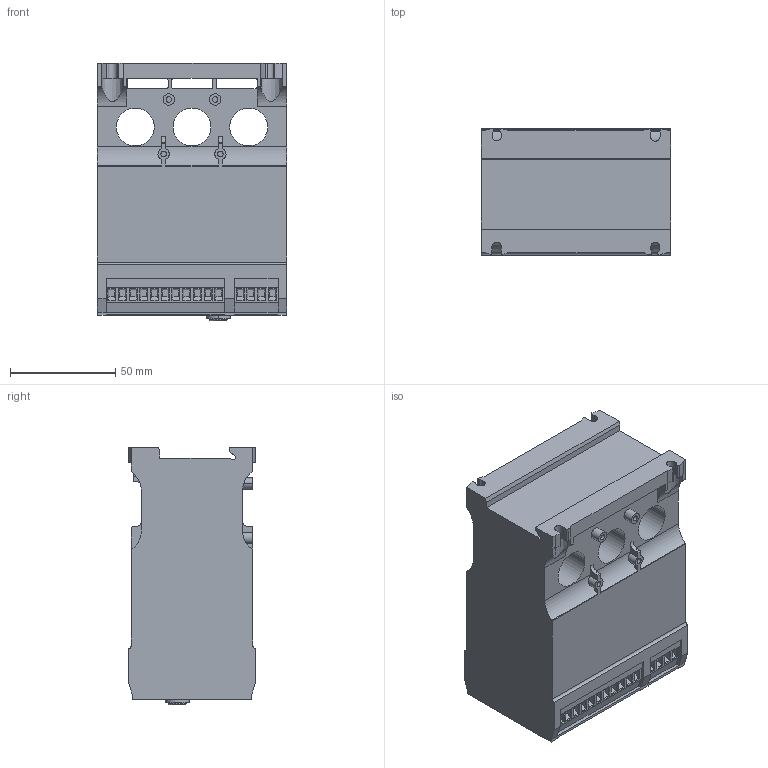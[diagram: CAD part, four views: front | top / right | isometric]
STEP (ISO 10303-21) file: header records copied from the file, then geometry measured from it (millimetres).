
FILE_DESCRIPTION((''),'2;1');
FILE_NAME('LTMR08DBD_3D-SIMPLIFIED_ASM','2018-03-16T',('danae.lavaud'),(''),'PRO/ENGINEER BY PARAMETRIC TECHNOLOGY CORPORATION, 2014090','PRO/ENGINEER BY PARAMETRIC TECHNOLOGY CORPORATION, 2014090','');
FILE_SCHEMA(('CONFIG_CONTROL_DESIGN'));
Length unit declared in the file: millimetre
Products named in the file (5): CORPS_9; BOUTON_1; CACHE_2; SIMPL_ASM_3_ASM; LTMR08DBD_3D-SIMPLIFIED_ASM
Assembly tree (4 placements, depth 3):
  LTMR08DBD_3D-SIMPLIFIED_ASM
    SIMPL_ASM_3_ASM
      CORPS_9
      BOUTON_1
      CACHE_2
Bounding box: 90 x 60.4 x 122.5 mm (x, y, z)
Volume: 518137.1 mm3; surface area: 67069.2 mm2
Topology: 8 solids, 8 shells, 775 faces, 1930 edges, 1243 vertices
Faces by surface type: plane 591, cylinder 170, extrusion 12, torus 2
Entity records: 23409 total; most frequent: CARTESIAN_POINT 4543, ORIENTED_EDGE 3860, DIRECTION 3818, EDGE_CURVE 1930, VECTOR 1542, LINE 1530, VERTEX_POINT 1243, AXIS2_PLACEMENT_3D 1138
